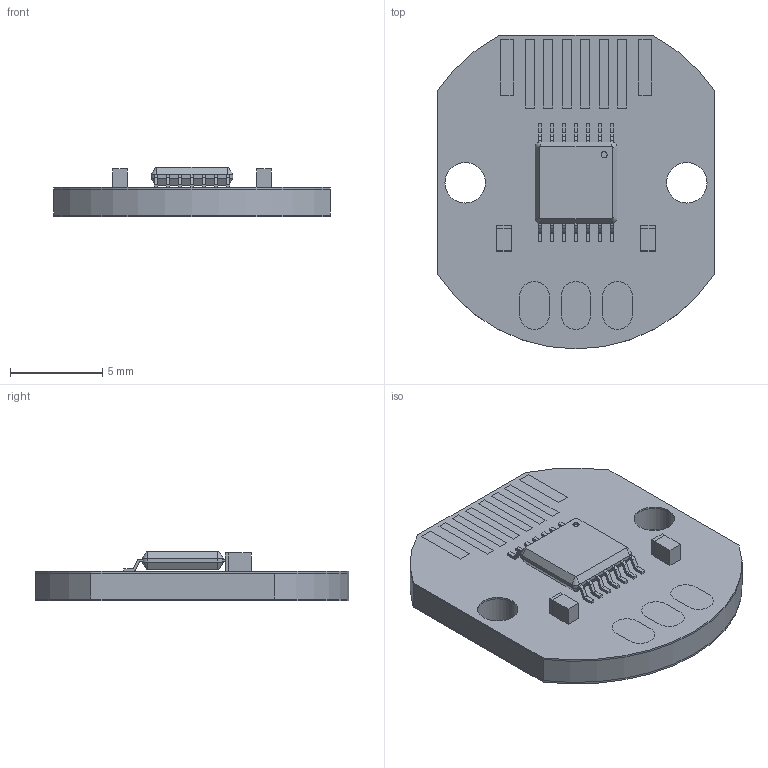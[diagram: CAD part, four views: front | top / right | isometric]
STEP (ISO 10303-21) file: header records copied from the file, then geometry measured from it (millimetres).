
FILE_DESCRIPTION(('FreeCAD Model'),'2;1');
FILE_NAME('Open CASCADE Shape Model','2025-07-16T17:30:29',(''),(''), 'Open CASCADE STEP processor 7.8','FreeCAD','Unknown');
FILE_SCHEMA(('AUTOMOTIVE_DESIGN { 1 0 10303 214 1 1 1 1 }'));
Length unit declared in the file: millimetre
Products named in the file (20): AS5058A Magnetic Encoder; Body; Body001; Body002; TSSOP14; Body003; Array; Body004; 0603 Capacitor; Body005; Body001 (Mirror #1); 0603 Capacitor001; Body007; Body001 (Mirror #1)001; Array001; Body009; Array002; Body010; Body011; Body012
Assembly tree (32 placements, depth 4):
  AS5058A Magnetic Encoder
    Body
    Body001
    Body002
    TSSOP14
      Body003
      Array
        Body004  x7
    0603 Capacitor
      Body005
      Body001 (Mirror #1)
    0603 Capacitor001
      Body007
      Body001 (Mirror #1)001
    Array001
      Body009  x3
    Array002
      Body010  x6
    Body011
    Body012
Bounding box: 15 x 17 x 2.7 mm (x, y, z)
Volume: 375.2 mm3; surface area: 1554.5 mm2
Topology: 26 solids, 26 shells, 346 faces, 863 edges, 570 vertices
Faces by surface type: plane 250, cylinder 88, cone 8
Full cylindrical faces by diameter (mm): 0.333 x1, 2.2 x6
Entity records: 5631 total; most frequent: DIRECTION 909, CARTESIAN_POINT 898, ORIENTED_EDGE 838, EDGE_CURVE 419, LINE 339, VECTOR 339, AXIS2_PLACEMENT_3D 285, VERTEX_POINT 274
